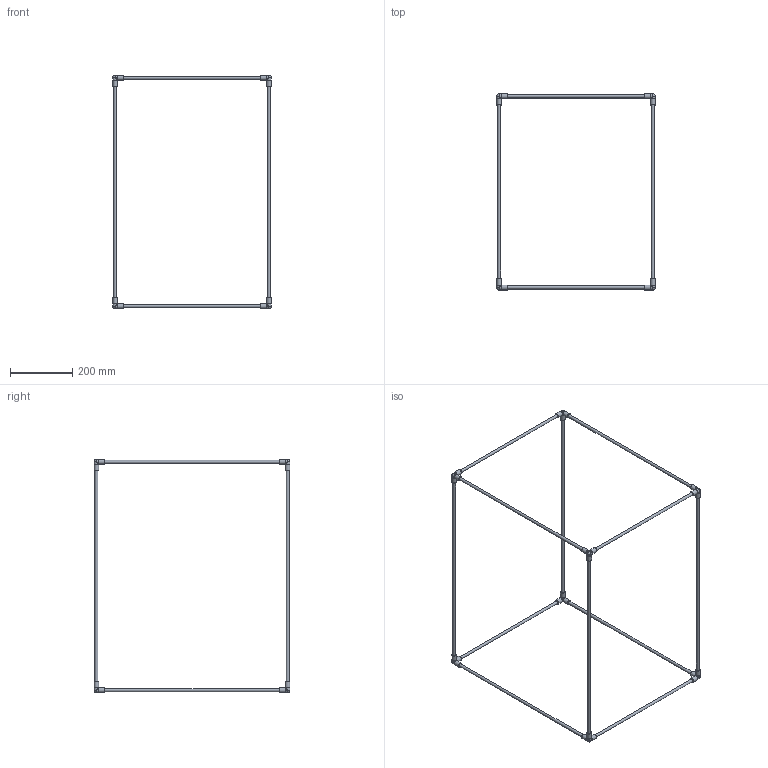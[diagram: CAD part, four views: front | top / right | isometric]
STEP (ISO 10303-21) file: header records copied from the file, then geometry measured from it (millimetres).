
FILE_DESCRIPTION(('FreeCAD Model'),'2;1');
FILE_NAME('Open CASCADE Shape Model','2022-03-31T22:13:44',('Author'),( ''),'Open CASCADE STEP processor 7.3','FreeCAD','Unknown');
FILE_SCHEMA(('AUTOMOTIVE_DESIGN { 1 0 10303 214 1 1 1 1 }'));
Length unit declared in the file: millimetre
Products named in the file (21): frame_assembly; corner-connector_005; dowel-h_002; corner-connector_003; dowel-l_003; dowel-w_002; corner-connector_001; dowel-l_004; dowel-w_003; dowel-l_001; dowel-h_001; corner-connector_008; dowel-w_001; dowel-h_003; corner-connector_007; dowel-h_004; dowel-w_004; corner-connector_004; corner-connector_002; dowel-l_002; corner-connector_006
Assembly tree (20 placements, depth 2):
  frame_assembly
    corner-connector_005
    dowel-h_002
    corner-connector_003
    dowel-l_003
    dowel-w_002
    corner-connector_001
    dowel-l_004
    dowel-w_003
    dowel-l_001
    dowel-h_001
    corner-connector_008
    dowel-w_001
    dowel-h_003
    corner-connector_007
    dowel-h_004
    dowel-w_004
    corner-connector_004
    corner-connector_002
    dowel-l_002
    corner-connector_006
Bounding box: 510 x 630 x 750 mm (x, y, z)
Volume: 585714.4 mm3; surface area: 262964.5 mm2
Topology: 20 solids, 20 shells, 220 faces, 388 edges, 224 vertices
Faces by surface type: cylinder 116, plane 96, sphere 8
Full cylindrical faces by diameter (mm): 9.525 x36, 15 x24
Entity records: 11363 total; most frequent: CARTESIAN_POINT 2469, DIRECTION 1774, ORIENTED_EDGE 760, PCURVE 760, DEFINITIONAL_REPRESENTATION 760, LINE 652, VECTOR 652, AXIS2_PLACEMENT_3D 505
